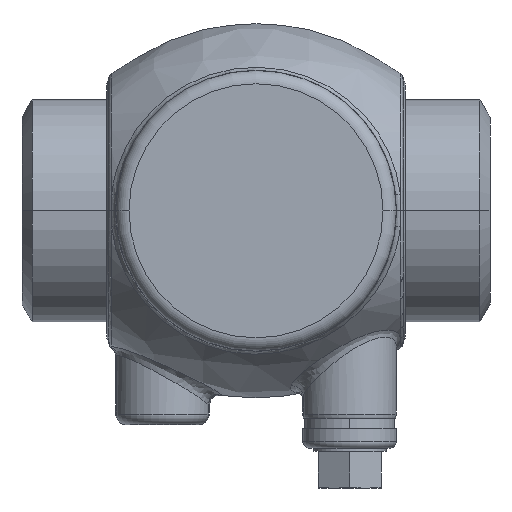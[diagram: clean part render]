
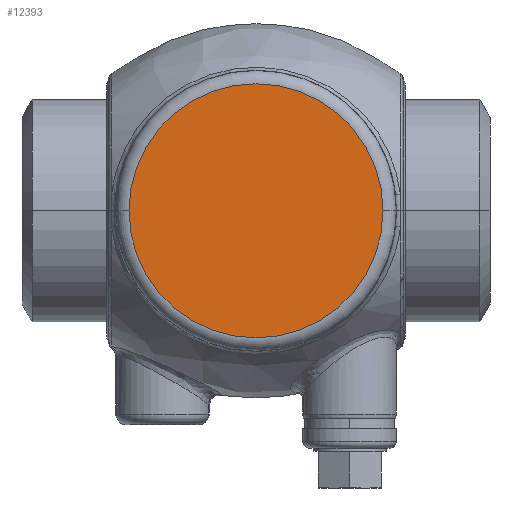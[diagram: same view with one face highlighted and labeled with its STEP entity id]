
A CAD part, front view. The second image highlights one B-rep face of the part: STEP entity #12393.
In plain terms, the highlighted planar face has unit normal (0, -1, 0).
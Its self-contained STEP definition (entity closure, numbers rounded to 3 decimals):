
#2605=CARTESIAN_POINT('',(0.,-32.,0.));
#2606=DIRECTION('',(0.,-1.,0.));
#2607=DIRECTION('',(-1.,0.,0.));
#2608=AXIS2_PLACEMENT_3D('',#2605,#2606,#2607);
#2620=CARTESIAN_POINT('',(0.,-32.,0.));
#2621=DIRECTION('',(0.,-1.,0.));
#2622=DIRECTION('',(1.,0.,0.));
#2623=AXIS2_PLACEMENT_3D('',#2620,#2621,#2622);
#8413=CARTESIAN_POINT('',(-19.,-32.,0.));
#8414=CARTESIAN_POINT('',(19.,-32.,0.));
#8415=VERTEX_POINT('',#8413);
#8416=VERTEX_POINT('',#8414);
#12383=CARTESIAN_POINT('',(0.,-32.,0.));
#12384=DIRECTION('',(0.,1.,0.));
#12385=DIRECTION('',(1.,0.,0.));
#12386=AXIS2_PLACEMENT_3D('',#12383,#12384,#12385);
#12387=PLANE('',#12386);
#12388=ORIENTED_EDGE('',*,*,#12373,.F.);
#12390=ORIENTED_EDGE('',*,*,#12389,.F.);
#12391=EDGE_LOOP('',(#12388,#12390));
#12392=FACE_OUTER_BOUND('',#12391,.F.);
#12393=ADVANCED_FACE('',(#12392),#12387,.F.);
#2609=CIRCLE('',#2608,19.);
#2624=CIRCLE('',#2623,19.);
#12373=EDGE_CURVE('',#8415,#8416,#2609,.T.);
#12389=EDGE_CURVE('',#8416,#8415,#2624,.T.);
